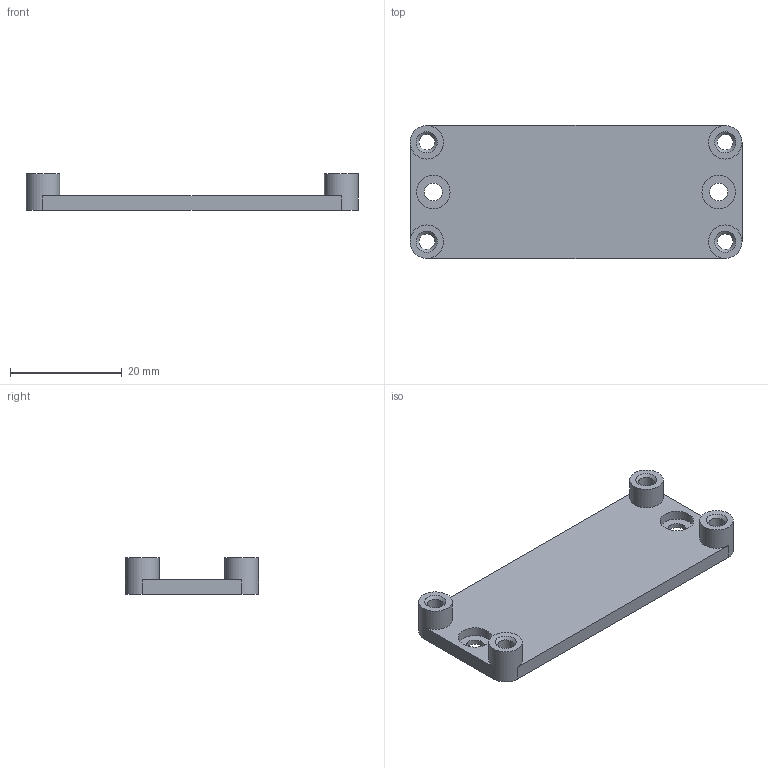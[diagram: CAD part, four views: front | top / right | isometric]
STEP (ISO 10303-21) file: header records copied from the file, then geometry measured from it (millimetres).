
FILE_DESCRIPTION(('FreeCAD Model'),'2;1');
FILE_NAME('Open CASCADE Shape Model','2023-05-21T17:05:42',(''),(''), 'Open CASCADE STEP processor 7.6','FreeCAD','Unknown');
FILE_SCHEMA(('AUTOMOTIVE_DESIGN { 1 0 10303 214 1 1 1 1 }'));
Length unit declared in the file: millimetre
Products named in the file (1): thingplus
Bounding box: 59.34 x 23.78 x 6.6 mm (x, y, z)
Volume: 3823.1 mm3; surface area: 3751.2 mm2
Topology: 1 solids, 1 shells, 28 faces, 68 edges, 44 vertices
Faces by surface type: plane 12, cylinder 12, cone 4
Full cylindrical faces by diameter (mm): 2.8 x4, 3.2 x2, 6 x6
Entity records: 1804 total; most frequent: CARTESIAN_POINT 365, DIRECTION 280, ORIENTED_EDGE 136, PCURVE 136, DEFINITIONAL_REPRESENTATION 136, LINE 132, VECTOR 132, EDGE_CURVE 68
